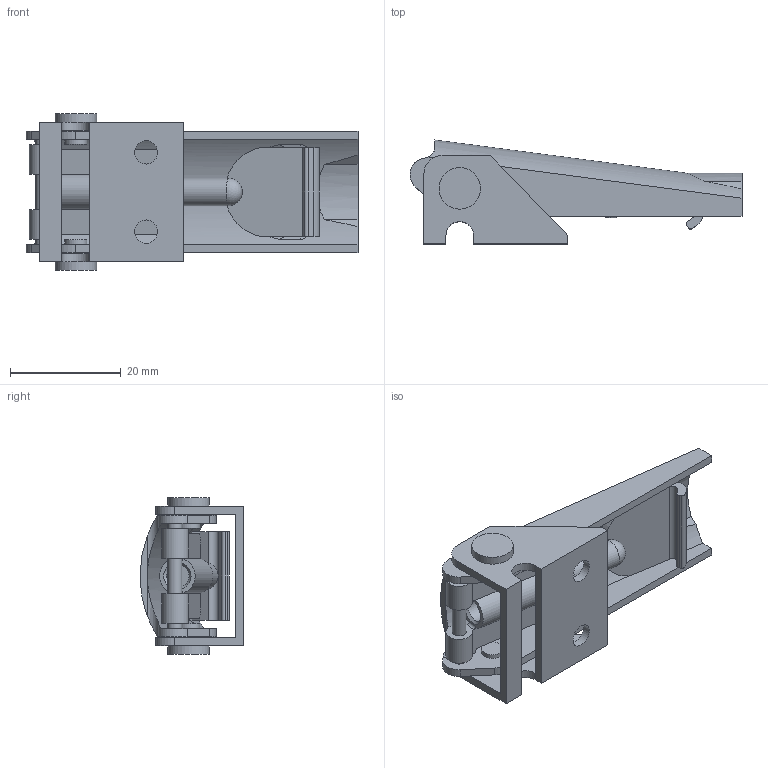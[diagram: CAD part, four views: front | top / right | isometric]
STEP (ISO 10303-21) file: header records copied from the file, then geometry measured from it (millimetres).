
FILE_DESCRIPTION( ( 'STEP AP214' ), '1' );
FILE_NAME( 'K0047.1420601_2.stp', '2019-05-29T14:01:33', ( '' ), ( '' ), ' ', 'PARTsolutions', ' ' );
FILE_SCHEMA( ( 'AUTOMOTIVE_DESIGN { 1 0 10303 214 1 1 1 1 }' ) );
Length unit declared in the file: millimetre
Products named in the file (6): K0047.1420601_2; _K0047_dummy1; _K0046_griff_A; _2000SANS; _K0046_verbindung_5; _5K0046_gegenhalter
Assembly tree (5 placements, depth 2):
  K0047.1420601_2
    _K0047_dummy1
    _K0046_griff_A
    _2000SANS
    _K0046_verbindung_5
    _5K0046_gegenhalter
Bounding box: 60 x 18.77 x 28.3 mm (x, y, z)
Volume: 6641.3 mm3; surface area: 9528.5 mm2
Topology: 4 solids, 4 shells, 118 faces, 315 edges, 211 vertices
Faces by surface type: plane 64, cylinder 50, cone 3, sphere 1
Full cylindrical faces by diameter (mm): 2.5 x3, 4 x4, 4.134 x1, 4.2 x2, 5 x1, 7.5 x2
Entity records: 4771 total; most frequent: CARTESIAN_POINT 789, DIRECTION 637, ORIENTED_EDGE 576, EDGE_CURVE 288, AXIS2_PLACEMENT_3D 236, VERTEX_POINT 201, LINE 165, VECTOR 165
